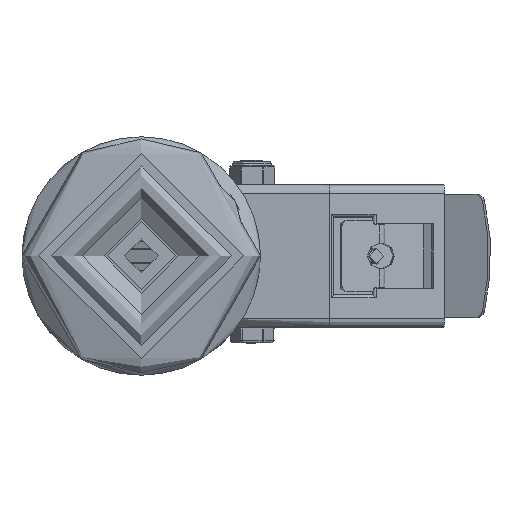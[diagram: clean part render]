
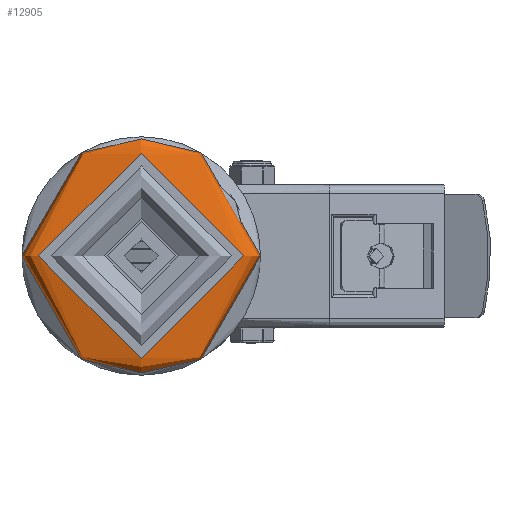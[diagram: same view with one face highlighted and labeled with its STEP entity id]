
A CAD part, top view. The second image highlights one B-rep face of the part: STEP entity #12905.
In plain terms, the highlighted toroidal (fillet/blend) face has major radius 49 mm and minor radius 8 mm.
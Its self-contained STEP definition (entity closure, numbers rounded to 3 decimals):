
#3482=FACE_OUTER_BOUND('',#4274,.T.);
#4274=EDGE_LOOP('',(#8931,#8932,#8933,#8934,#8935));
#5143=CIRCLE('',#13884,57.);
#5145=CIRCLE('',#13886,57.);
#5146=CIRCLE('',#13888,8.);
#5147=CIRCLE('',#13889,49.);
#5704=VERTEX_POINT('',#19022);
#5705=VERTEX_POINT('',#19023);
#5707=VERTEX_POINT('',#19030);
#6950=EDGE_CURVE('',#5704,#5705,#5143,.T.);
#6953=EDGE_CURVE('',#5705,#5704,#5145,.T.);
#6954=EDGE_CURVE('',#5705,#5707,#5146,.T.);
#6955=EDGE_CURVE('',#5707,#5707,#5147,.T.);
#8931=ORIENTED_EDGE('',*,*,#6950,.T.);
#8932=ORIENTED_EDGE('',*,*,#6954,.T.);
#8933=ORIENTED_EDGE('',*,*,#6955,.T.);
#8934=ORIENTED_EDGE('',*,*,#6954,.F.);
#8935=ORIENTED_EDGE('',*,*,#6953,.T.);
#12859=TOROIDAL_SURFACE('',#13887,49.,8.);
#12905=ADVANCED_FACE('',(#3482),#12859,.T.);
#13884=AXIS2_PLACEMENT_3D('',#19024,#15266,#15267);
#13886=AXIS2_PLACEMENT_3D('',#19028,#15271,#15272);
#13887=AXIS2_PLACEMENT_3D('',#19029,#15273,#15274);
#13888=AXIS2_PLACEMENT_3D('',#19031,#15275,#15276);
#13889=AXIS2_PLACEMENT_3D('',#19032,#15277,#15278);
#15266=DIRECTION('center_axis',(0.,0.,1.));
#15267=DIRECTION('ref_axis',(1.,0.,0.));
#15271=DIRECTION('center_axis',(0.,0.,1.));
#15272=DIRECTION('ref_axis',(1.,0.,0.));
#15273=DIRECTION('center_axis',(0.,0.,-1.));
#15274=DIRECTION('ref_axis',(-1.,0.,0.));
#15275=DIRECTION('center_axis',(0.,-1.,0.));
#15276=DIRECTION('ref_axis',(1.,0.,0.));
#15277=DIRECTION('center_axis',(0.,0.,-1.));
#15278=DIRECTION('ref_axis',(1.,0.,0.));
#19022=CARTESIAN_POINT('',(-57.,0.,5.5));
#19023=CARTESIAN_POINT('',(57.,0.,5.5));
#19024=CARTESIAN_POINT('Origin',(0.,0.,5.5));
#19028=CARTESIAN_POINT('Origin',(0.,0.,5.5));
#19029=CARTESIAN_POINT('Origin',(0.,0.,5.5));
#19030=CARTESIAN_POINT('',(49.,0.,13.5));
#19031=CARTESIAN_POINT('Origin',(49.,0.,5.5));
#19032=CARTESIAN_POINT('Origin',(0.,0.,13.5));
